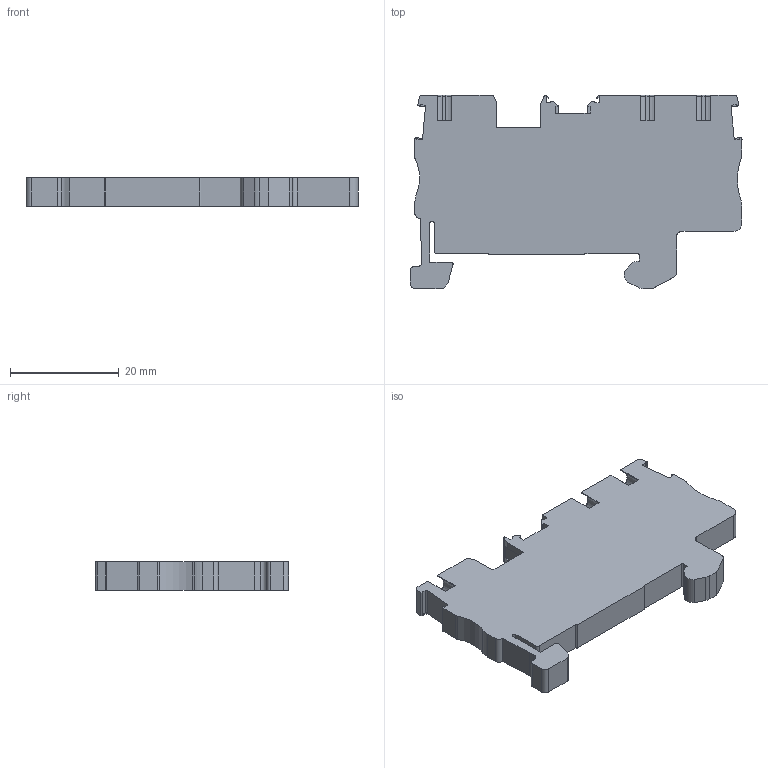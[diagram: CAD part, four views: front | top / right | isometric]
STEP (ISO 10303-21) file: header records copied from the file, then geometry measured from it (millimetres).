
FILE_DESCRIPTION (( 'STEP AP214' ), '1' );
FILE_NAME ('抔樦憵 PTP2,5-3-PE.step', '2025-09-17T05:46:51', ( '' ), ( '' ), 'SwSTEP 2.0', 'SolidWorks 2024', '' );
FILE_SCHEMA (( 'AUTOMOTIVE_DESIGN' ));
Length unit declared in the file: millimetre
Products named in the file (1): Клемма PTP2,5-3-PE
Bounding box: 61.1 x 35.55 x 5.2 mm (x, y, z)
Volume: 8284.3 mm3; surface area: 4996.2 mm2
Topology: 1 solids, 1 shells, 388 faces, 1117 edges, 735 vertices
Faces by surface type: plane 256, cylinder 123, torus 8, bspline 1
Entity records: 13858 total; most frequent: CARTESIAN_POINT 2368, ORIENTED_EDGE 2234, DIRECTION 2106, EDGE_CURVE 1117, LINE 832, VECTOR 832, VERTEX_POINT 735, AXIS2_PLACEMENT_3D 637
